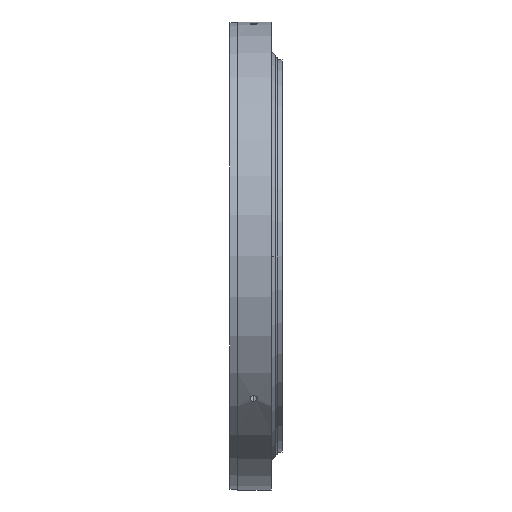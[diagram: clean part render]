
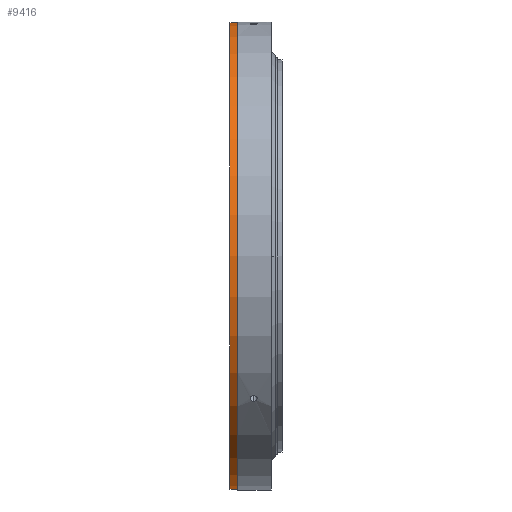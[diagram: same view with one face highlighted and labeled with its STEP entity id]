
A CAD part, left-side view. The second image highlights one B-rep face of the part: STEP entity #9416.
In plain terms, the highlighted cylindrical face has radius 304 mm (diameter 608 mm), a partial arc.
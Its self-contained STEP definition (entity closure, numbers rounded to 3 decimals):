
#218 = LINE ( 'NONE', #7674, #13450 ) ;
#1656 = CARTESIAN_POINT ( 'NONE',  ( 0., 31., 0. ) ) ;
#2574 = CARTESIAN_POINT ( 'NONE',  ( 0., 31., -304. ) ) ;
#2741 = EDGE_CURVE ( 'NONE', #14094, #16454, #218, .T. ) ;
#3294 = AXIS2_PLACEMENT_3D ( 'NONE', #11410, #11449, #11457 ) ;
#3301 = EDGE_LOOP ( 'NONE', ( #19344, #7553, #10406, #17646 ) ) ;
#3302 = AXIS2_PLACEMENT_3D ( 'NONE', #1656, #15427, #15960 ) ;
#4141 = CARTESIAN_POINT ( 'NONE',  ( 0., 31., 304. ) ) ;
#4179 = EDGE_CURVE ( 'NONE', #16576, #14094, #4276, .T. ) ;
#4276 = CIRCLE ( 'NONE', #3302, 304. ) ;
#6558 = AXIS2_PLACEMENT_3D ( 'NONE', #17481, #17847, #17583 ) ;
#7350 = CIRCLE ( 'NONE', #3294, 304. ) ;
#7492 = DIRECTION ( 'NONE',  ( 0., -1., 0. ) ) ;
#7553 = ORIENTED_EDGE ( 'NONE', *, *, #19384, .T. ) ;
#7674 = CARTESIAN_POINT ( 'NONE',  ( 0., -61.11, 304. ) ) ;
#7889 = CARTESIAN_POINT ( 'NONE',  ( 0., -61.11, -304. ) ) ;
#9416 = ADVANCED_FACE ( 'NONE', ( #15835 ), #16111, .T. ) ;
#10406 = ORIENTED_EDGE ( 'NONE', *, *, #15909, .F. ) ;
#11410 = CARTESIAN_POINT ( 'NONE',  ( 0., 21., 0. ) ) ;
#11449 = DIRECTION ( 'NONE',  ( 0., -1., 0. ) ) ;
#11457 = DIRECTION ( 'NONE',  ( 0., 0., 1. ) ) ;
#11667 = VECTOR ( 'NONE', #7492, 1000. ) ;
#13344 = LINE ( 'NONE', #7889, #11667 ) ;
#13450 = VECTOR ( 'NONE', #13904, 1000. ) ;
#13904 = DIRECTION ( 'NONE',  ( 0., -1., 0. ) ) ;
#14094 = VERTEX_POINT ( 'NONE', #4141 ) ;
#14377 = VERTEX_POINT ( 'NONE', #14770 ) ;
#14770 = CARTESIAN_POINT ( 'NONE',  ( 0., 21., -304. ) ) ;
#15280 = CARTESIAN_POINT ( 'NONE',  ( 0., 21., 304. ) ) ;
#15427 = DIRECTION ( 'NONE',  ( 0., 1., 0. ) ) ;
#15835 = FACE_OUTER_BOUND ( 'NONE', #3301, .T. ) ;
#15909 = EDGE_CURVE ( 'NONE', #16454, #14377, #7350, .T. ) ;
#15960 = DIRECTION ( 'NONE',  ( 0., 0., 1. ) ) ;
#16111 = CYLINDRICAL_SURFACE ( 'NONE', #6558, 304. ) ;
#16454 = VERTEX_POINT ( 'NONE', #15280 ) ;
#16576 = VERTEX_POINT ( 'NONE', #2574 ) ;
#17481 = CARTESIAN_POINT ( 'NONE',  ( 0., -61.11, 0. ) ) ;
#17583 = DIRECTION ( 'NONE',  ( 0., 0., 1. ) ) ;
#17646 = ORIENTED_EDGE ( 'NONE', *, *, #2741, .F. ) ;
#17847 = DIRECTION ( 'NONE',  ( 0., -1., 0. ) ) ;
#19344 = ORIENTED_EDGE ( 'NONE', *, *, #4179, .F. ) ;
#19384 = EDGE_CURVE ( 'NONE', #16576, #14377, #13344, .T. ) ;
